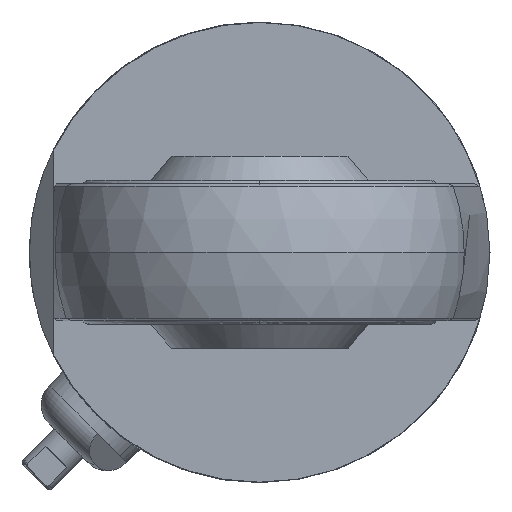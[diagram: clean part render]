
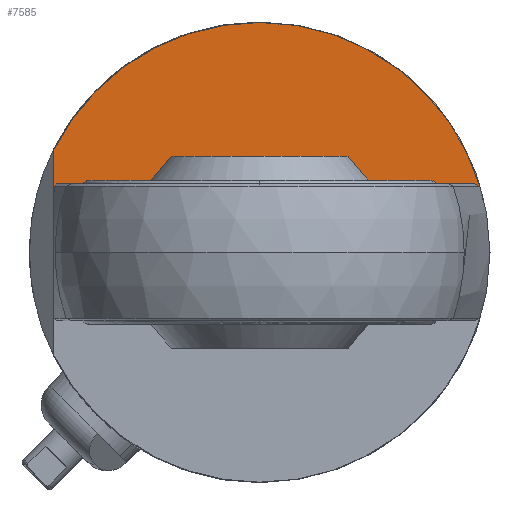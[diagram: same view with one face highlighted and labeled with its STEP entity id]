
A CAD part, left-side view. The second image highlights one B-rep face of the part: STEP entity #7585.
In plain terms, the highlighted planar face has unit normal (-1, 0, 0).
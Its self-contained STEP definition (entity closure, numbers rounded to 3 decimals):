
#201 = CARTESIAN_POINT ( 'NONE',  ( 32., -16.064, 4.795 ) ) ;
#593 = ORIENTED_EDGE ( 'NONE', *, *, #2808, .F. ) ;
#1369 = DIRECTION ( 'NONE',  ( 0., -0.707, 0.707 ) ) ;
#2031 = VERTEX_POINT ( 'NONE', #28145 ) ;
#2191 = EDGE_LOOP ( 'NONE', ( #28483, #28998, #593, #27288, #23132, #15876 ) ) ;
#2808 = EDGE_CURVE ( 'NONE', #2031, #26530, #22365, .T. ) ;
#3382 = CARTESIAN_POINT ( 'NONE',  ( 32., 18., 5. ) ) ;
#3618 = CARTESIAN_POINT ( 'NONE',  ( 32., 0., 16.764 ) ) ;
#4260 = VERTEX_POINT ( 'NONE', #201 ) ;
#5160 = DIRECTION ( 'NONE',  ( 0., 0., 1. ) ) ;
#5469 = CARTESIAN_POINT ( 'NONE',  ( 32., 15., -11.662 ) ) ;
#6265 = CARTESIAN_POINT ( 'NONE',  ( 32., 0., 0. ) ) ;
#7047 = EDGE_CURVE ( 'NONE', #17723, #4260, #25055, .T. ) ;
#7585 = ADVANCED_FACE ( 'NONE', ( #25009 ), #15537, .F. ) ;
#8854 = VECTOR ( 'NONE', #12751, 1000. ) ;
#9856 = CARTESIAN_POINT ( 'NONE',  ( 32., 15., 4.8 ) ) ;
#10509 = CARTESIAN_POINT ( 'NONE',  ( 32., -15.808, 4.929 ) ) ;
#11224 = EDGE_CURVE ( 'NONE', #14825, #17723, #19613, .T. ) ;
#12751 = DIRECTION ( 'NONE',  ( 0., 1., 0. ) ) ;
#13059 = CARTESIAN_POINT ( 'NONE',  ( 32., 14.8, 5. ) ) ;
#13280 = VECTOR ( 'NONE', #5160, 1000. ) ;
#13520 = DIRECTION ( 'NONE',  ( 1., 0., 0. ) ) ;
#14825 = VERTEX_POINT ( 'NONE', #17227 ) ;
#15537 = PLANE ( 'NONE',  #18989 ) ;
#15876 = ORIENTED_EDGE ( 'NONE', *, *, #11224, .F. ) ;
#15970 = AXIS2_PLACEMENT_3D ( 'NONE', #6265, #20463, #30071 ) ;
#17227 = CARTESIAN_POINT ( 'NONE',  ( 32., 15., 7.486 ) ) ;
#17723 = VERTEX_POINT ( 'NONE', #3618 ) ;
#18989 = AXIS2_PLACEMENT_3D ( 'NONE', #3382, #20423, #30029 ) ;
#19613 = CIRCLE ( 'NONE', #26662, 16.764 ) ;
#20118 = CARTESIAN_POINT ( 'NONE',  ( 32., -15.936, 4.862 ) ) ;
#20352 = B_SPLINE_CURVE_WITH_KNOTS ( 'NONE', 3,
 ( #27192, #10509, #20118, #27344 ),
 .UNSPECIFIED., .F., .F.,
 ( 4, 4 ),
 ( 0.022, 1. ),
 .UNSPECIFIED. ) ;
#20423 = DIRECTION ( 'NONE',  ( 1., 0., 0. ) ) ;
#20463 = DIRECTION ( 'NONE',  ( 1., 0., 0. ) ) ;
#20906 = CARTESIAN_POINT ( 'NONE',  ( 32., 0., 0. ) ) ;
#21806 = VECTOR ( 'NONE', #1369, 1000. ) ;
#22195 = EDGE_CURVE ( 'NONE', #2031, #4260, #20352, .T. ) ;
#22365 = LINE ( 'NONE', #30220, #8854 ) ;
#23132 = ORIENTED_EDGE ( 'NONE', *, *, #7047, .F. ) ;
#24763 = VERTEX_POINT ( 'NONE', #9856 ) ;
#25009 = FACE_OUTER_BOUND ( 'NONE', #2191, .T. ) ;
#25055 = CIRCLE ( 'NONE', #15970, 16.764 ) ;
#25698 = LINE ( 'NONE', #27555, #21806 ) ;
#25875 = EDGE_CURVE ( 'NONE', #24763, #26530, #25698, .T. ) ;
#26530 = VERTEX_POINT ( 'NONE', #13059 ) ;
#26662 = AXIS2_PLACEMENT_3D ( 'NONE', #20906, #13520, #29890 ) ;
#26771 = LINE ( 'NONE', #5469, #13280 ) ;
#27192 = CARTESIAN_POINT ( 'NONE',  ( 32., -15.682, 5. ) ) ;
#27288 = ORIENTED_EDGE ( 'NONE', *, *, #22195, .T. ) ;
#27304 = EDGE_CURVE ( 'NONE', #24763, #14825, #26771, .T. ) ;
#27344 = CARTESIAN_POINT ( 'NONE',  ( 32., -16.064, 4.795 ) ) ;
#27555 = CARTESIAN_POINT ( 'NONE',  ( 32., 16.4, 3.4 ) ) ;
#28145 = CARTESIAN_POINT ( 'NONE',  ( 32., -15.682, 5. ) ) ;
#28483 = ORIENTED_EDGE ( 'NONE', *, *, #27304, .F. ) ;
#28998 = ORIENTED_EDGE ( 'NONE', *, *, #25875, .T. ) ;
#29890 = DIRECTION ( 'NONE',  ( 0., 0., -1. ) ) ;
#30029 = DIRECTION ( 'NONE',  ( 0., 0., -1. ) ) ;
#30071 = DIRECTION ( 'NONE',  ( 0., 0., -1. ) ) ;
#30220 = CARTESIAN_POINT ( 'NONE',  ( 32., -18., 5. ) ) ;
